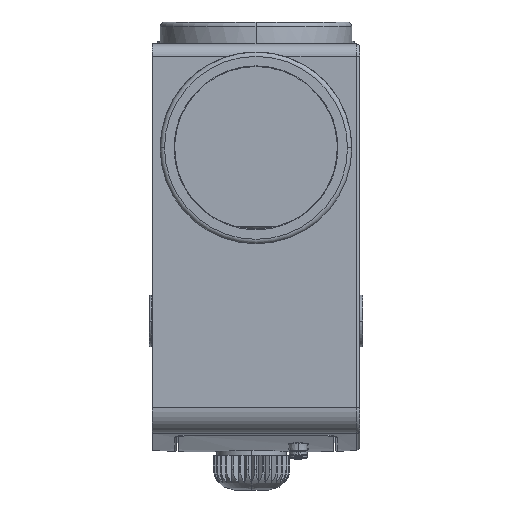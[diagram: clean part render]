
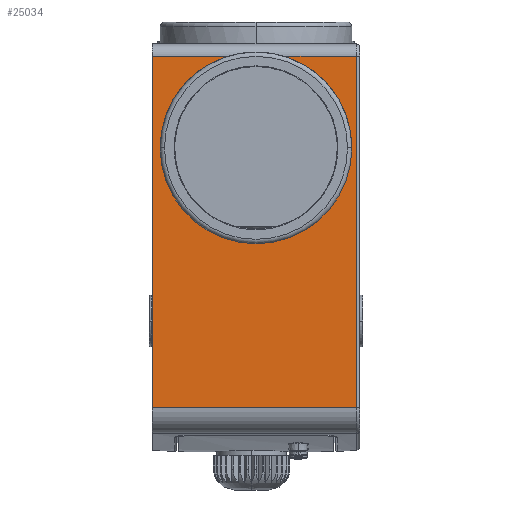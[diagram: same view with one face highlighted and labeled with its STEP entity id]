
A CAD part, left-side view. The second image highlights one B-rep face of the part: STEP entity #25034.
In plain terms, the highlighted planar face has unit normal (-1, 0, 0).
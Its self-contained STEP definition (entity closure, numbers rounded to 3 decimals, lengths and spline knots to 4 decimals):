
#246=CARTESIAN_POINT('',(0.,0.5906,-0.5906));
#247=DIRECTION('',(1.,0.,0.));
#248=DIRECTION('',(0.,-1.,0.));
#249=AXIS2_PLACEMENT_3D('',#246,#247,#248);
#251=CARTESIAN_POINT('',(0.,0.5906,-0.5906));
#252=DIRECTION('',(1.,0.,0.));
#253=DIRECTION('',(0.,-0.301,0.954));
#254=AXIS2_PLACEMENT_3D('',#251,#252,#253);
#256=DIRECTION('',(0.,-1.,0.));
#257=VECTOR('',#256,0.4067);
#258=CARTESIAN_POINT('',(0.,0.4264,-0.0709));
#259=LINE('',#258,#257);
#260=DIRECTION('',(0.,0.,-1.));
#261=VECTOR('',#260,1.9966);
#262=CARTESIAN_POINT('',(0.,0.0197,-0.0709));
#263=LINE('',#262,#261);
#264=DIRECTION('',(0.,-1.,0.));
#265=VECTOR('',#264,1.1614);
#266=CARTESIAN_POINT('',(0.,1.1811,-2.0675));
#267=LINE('',#266,#265);
#268=DIRECTION('',(0.,-1.,0.));
#269=VECTOR('',#268,0.4264);
#270=CARTESIAN_POINT('',(0.,1.1811,-0.0709));
#271=LINE('',#270,#269);
#272=CARTESIAN_POINT('',(0.,0.5906,-0.5906));
#273=DIRECTION('',(1.,0.,0.));
#274=DIRECTION('',(0.,1.,0.));
#275=AXIS2_PLACEMENT_3D('',#272,#273,#274);
#593=DIRECTION('',(0.,0.,1.));
#594=VECTOR('',#593,1.9966);
#595=CARTESIAN_POINT('',(0.,1.1811,-2.0675));
#596=LINE('',#595,#594);
#21491=CARTESIAN_POINT('',(0.,1.1811,-2.0675));
#21493=VERTEX_POINT('',#21491);
#21498=CARTESIAN_POINT('',(0.,1.1811,-0.0709));
#21500=VERTEX_POINT('',#21498);
#21693=CARTESIAN_POINT('',(0.,0.0197,-0.0709));
#21695=VERTEX_POINT('',#21693);
#21698=CARTESIAN_POINT('',(0.,0.0197,-2.0675));
#21699=VERTEX_POINT('',#21698);
#22717=CARTESIAN_POINT('',(0.,0.0456,-0.5906));
#22718=CARTESIAN_POINT('',(0.,1.1356,-0.5906));
#22719=VERTEX_POINT('',#22717);
#22720=VERTEX_POINT('',#22718);
#22721=CARTESIAN_POINT('',(0.,0.7547,-0.0709));
#22722=VERTEX_POINT('',#22721);
#22723=CARTESIAN_POINT('',(0.,0.4264,-0.0709));
#22724=VERTEX_POINT('',#22723);
#25014=CARTESIAN_POINT('',(0.,0.,-2.1902));
#25015=DIRECTION('',(-1.,0.,0.));
#25016=DIRECTION('',(0.,0.,1.));
#25017=AXIS2_PLACEMENT_3D('',#25014,#25015,#25016);
#25018=PLANE('',#25017);
#25020=ORIENTED_EDGE('',*,*,#25019,.F.);
#25022=ORIENTED_EDGE('',*,*,#25021,.F.);
#25023=ORIENTED_EDGE('',*,*,#25002,.T.);
#25024=ORIENTED_EDGE('',*,*,#24830,.T.);
#25026=ORIENTED_EDGE('',*,*,#25025,.F.);
#25028=ORIENTED_EDGE('',*,*,#25027,.T.);
#25029=ORIENTED_EDGE('',*,*,#25006,.T.);
#25031=ORIENTED_EDGE('',*,*,#25030,.F.);
#25032=EDGE_LOOP('',(#25020,#25022,#25023,#25024,#25026,#25028,#25029,#25031));
#25033=FACE_OUTER_BOUND('',#25032,.F.);
#25034=ADVANCED_FACE('',(#25033),#25018,.T.);
#250=CIRCLE('',#249,0.545);
#255=CIRCLE('',#254,0.545);
#276=CIRCLE('',#275,0.545);
#24830=EDGE_CURVE('',#21695,#21699,#263,.T.);
#25002=EDGE_CURVE('',#22724,#21695,#259,.T.);
#25006=EDGE_CURVE('',#21500,#22722,#271,.T.);
#25019=EDGE_CURVE('',#22719,#22720,#250,.T.);
#25021=EDGE_CURVE('',#22724,#22719,#255,.T.);
#25025=EDGE_CURVE('',#21493,#21699,#267,.T.);
#25027=EDGE_CURVE('',#21493,#21500,#596,.T.);
#25030=EDGE_CURVE('',#22720,#22722,#276,.T.);
